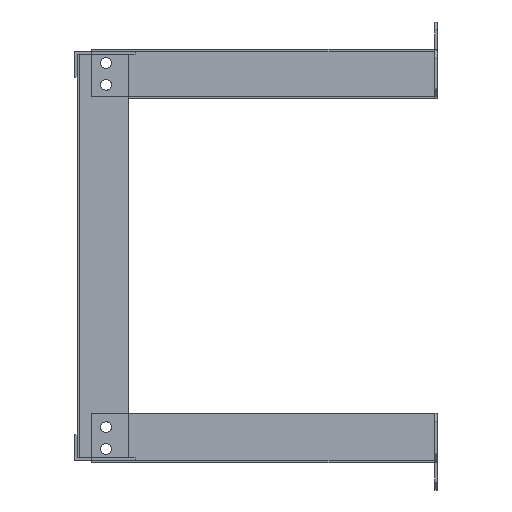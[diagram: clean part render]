
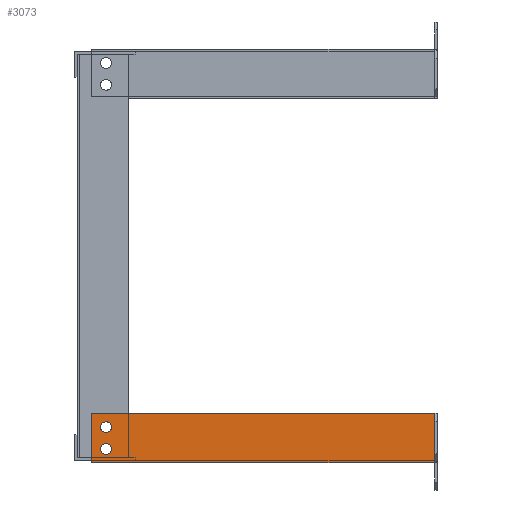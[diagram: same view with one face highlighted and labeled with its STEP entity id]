
A CAD part, front view. The second image highlights one B-rep face of the part: STEP entity #3073.
In plain terms, the highlighted face is planar.
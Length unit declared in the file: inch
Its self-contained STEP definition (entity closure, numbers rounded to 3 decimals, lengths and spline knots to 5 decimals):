
#247 = VERTEX_POINT ( 'NONE', #3797 ) ;
#309 = LINE ( 'NONE', #3560, #3948 ) ;
#417 = EDGE_CURVE ( 'NONE', #9036, #11725, #9491, .T. ) ;
#596 = DIRECTION ( 'NONE',  ( 0., -1., 0. ) ) ;
#635 = VERTEX_POINT ( 'NONE', #10071 ) ;
#648 = DIRECTION ( 'NONE',  ( 0., 0., 1. ) ) ;
#736 = EDGE_CURVE ( 'NONE', #8812, #8564, #5013, .T. ) ;
#1525 = CARTESIAN_POINT ( 'NONE',  ( 2.44094, 8.58268, 0. ) ) ;
#1623 = PLANE ( 'NONE',  #6332 ) ;
#1732 = CARTESIAN_POINT ( 'NONE',  ( 0., -8.58268, 0. ) ) ;
#1889 = DIRECTION ( 'NONE',  ( 0., 0., 1. ) ) ;
#1982 = EDGE_CURVE ( 'NONE', #11725, #9036, #15021, .T. ) ;
#2114 = CARTESIAN_POINT ( 'NONE',  ( 0.67804, 7.85433, 0. ) ) ;
#2387 = VECTOR ( 'NONE', #15060, 39.37008 ) ;
#2390 = AXIS2_PLACEMENT_3D ( 'NONE', #2114, #8352, #15660 ) ;
#2392 = CARTESIAN_POINT ( 'NONE',  ( 0., 8.58268, 0. ) ) ;
#2413 = CARTESIAN_POINT ( 'NONE',  ( 0.05, -8.46457, 0. ) ) ;
#2675 = CIRCLE ( 'NONE', #11228, 0.27122 ) ;
#2852 = VECTOR ( 'NONE', #11127, 39.37008 ) ;
#2884 = EDGE_CURVE ( 'NONE', #8564, #635, #309, .T. ) ;
#3073 = ADVANCED_FACE ( 'NONE', ( #12269, #4155, #9187 ), #1623, .F. ) ;
#3560 = CARTESIAN_POINT ( 'NONE',  ( 0., -8.58268, 0. ) ) ;
#3564 = VERTEX_POINT ( 'NONE', #9477 ) ;
#3760 = CARTESIAN_POINT ( 'NONE',  ( 2.03412, 7.85433, 0. ) ) ;
#3797 = CARTESIAN_POINT ( 'NONE',  ( 2.44094, 8.58268, 0. ) ) ;
#3838 = EDGE_CURVE ( 'NONE', #247, #3564, #5854, .T. ) ;
#3948 = VECTOR ( 'NONE', #7417, 39.37008 ) ;
#4071 = ORIENTED_EDGE ( 'NONE', *, *, #15726, .F. ) ;
#4086 = DIRECTION ( 'NONE',  ( -1., 0., 0. ) ) ;
#4155 = FACE_BOUND ( 'NONE', #15263, .T. ) ;
#4312 = CARTESIAN_POINT ( 'NONE',  ( 1.7629, 7.85433, 0. ) ) ;
#4357 = CARTESIAN_POINT ( 'NONE',  ( 2.44094, -8.46457, 0. ) ) ;
#4411 = DIRECTION ( 'NONE',  ( 1., 0., 0. ) ) ;
#4448 = LINE ( 'NONE', #2392, #6591 ) ;
#4586 = CARTESIAN_POINT ( 'NONE',  ( 0.94926, 7.85433, 0. ) ) ;
#4611 = CARTESIAN_POINT ( 'NONE',  ( 0.40682, 7.85433, 0. ) ) ;
#5013 = LINE ( 'NONE', #11626, #8119 ) ;
#5059 = EDGE_LOOP ( 'NONE', ( #14940, #7744 ) ) ;
#5157 = CARTESIAN_POINT ( 'NONE',  ( 0.05, -8.46457, 0. ) ) ;
#5443 = CARTESIAN_POINT ( 'NONE',  ( 1.7629, 7.85433, 0. ) ) ;
#5481 = EDGE_LOOP ( 'NONE', ( #4071, #14912, #8041, #15199, #15591, #5714 ) ) ;
#5545 = DIRECTION ( 'NONE',  ( 0., 0., 1. ) ) ;
#5655 = DIRECTION ( 'NONE',  ( -1., 0., 0. ) ) ;
#5714 = ORIENTED_EDGE ( 'NONE', *, *, #2884, .T. ) ;
#5854 = LINE ( 'NONE', #1525, #2387 ) ;
#6332 = AXIS2_PLACEMENT_3D ( 'NONE', #10257, #11500, #4086 ) ;
#6591 = VECTOR ( 'NONE', #12132, 39.37008 ) ;
#6593 = CIRCLE ( 'NONE', #7263, 0.27122 ) ;
#6771 = LINE ( 'NONE', #4357, #12521 ) ;
#6919 = CARTESIAN_POINT ( 'NONE',  ( 0.67804, 7.85433, 0. ) ) ;
#6968 = DIRECTION ( 'NONE',  ( -1., 0., 0. ) ) ;
#7263 = AXIS2_PLACEMENT_3D ( 'NONE', #5443, #1889, #5655 ) ;
#7417 = DIRECTION ( 'NONE',  ( 1., 0., 0. ) ) ;
#7421 = ORIENTED_EDGE ( 'NONE', *, *, #417, .F. ) ;
#7744 = ORIENTED_EDGE ( 'NONE', *, *, #15489, .F. ) ;
#7786 = VERTEX_POINT ( 'NONE', #3760 ) ;
#8041 = ORIENTED_EDGE ( 'NONE', *, *, #3838, .F. ) ;
#8119 = VECTOR ( 'NONE', #596, 39.37008 ) ;
#8352 = DIRECTION ( 'NONE',  ( 0., 0., 1. ) ) ;
#8564 = VERTEX_POINT ( 'NONE', #1732 ) ;
#8610 = EDGE_CURVE ( 'NONE', #10874, #3564, #6771, .T. ) ;
#8812 = VERTEX_POINT ( 'NONE', #15794 ) ;
#9036 = VERTEX_POINT ( 'NONE', #4586 ) ;
#9068 = LINE ( 'NONE', #2413, #2852 ) ;
#9187 = FACE_OUTER_BOUND ( 'NONE', #5481, .T. ) ;
#9477 = CARTESIAN_POINT ( 'NONE',  ( 2.44094, -8.46457, 0. ) ) ;
#9491 = CIRCLE ( 'NONE', #2390, 0.27122 ) ;
#9822 = VERTEX_POINT ( 'NONE', #14988 ) ;
#10071 = CARTESIAN_POINT ( 'NONE',  ( 0.05, -8.58268, 0. ) ) ;
#10257 = CARTESIAN_POINT ( 'NONE',  ( 0., 8.58268, 0. ) ) ;
#10874 = VERTEX_POINT ( 'NONE', #5157 ) ;
#11127 = DIRECTION ( 'NONE',  ( 0., -1., 0. ) ) ;
#11228 = AXIS2_PLACEMENT_3D ( 'NONE', #4312, #648, #6968 ) ;
#11500 = DIRECTION ( 'NONE',  ( 0., 0., -1. ) ) ;
#11624 = DIRECTION ( 'NONE',  ( -1., 0., 0. ) ) ;
#11626 = CARTESIAN_POINT ( 'NONE',  ( 0., 8.58268, 0. ) ) ;
#11725 = VERTEX_POINT ( 'NONE', #4611 ) ;
#11938 = EDGE_CURVE ( 'NONE', #8812, #247, #4448, .T. ) ;
#12132 = DIRECTION ( 'NONE',  ( 1., 0., 0. ) ) ;
#12269 = FACE_BOUND ( 'NONE', #5059, .T. ) ;
#12369 = AXIS2_PLACEMENT_3D ( 'NONE', #6919, #5545, #11624 ) ;
#12521 = VECTOR ( 'NONE', #4411, 39.37008 ) ;
#12762 = EDGE_CURVE ( 'NONE', #9822, #7786, #6593, .T. ) ;
#12873 = ORIENTED_EDGE ( 'NONE', *, *, #1982, .F. ) ;
#14912 = ORIENTED_EDGE ( 'NONE', *, *, #8610, .T. ) ;
#14940 = ORIENTED_EDGE ( 'NONE', *, *, #12762, .F. ) ;
#14988 = CARTESIAN_POINT ( 'NONE',  ( 1.49169, 7.85433, 0. ) ) ;
#15021 = CIRCLE ( 'NONE', #12369, 0.27122 ) ;
#15060 = DIRECTION ( 'NONE',  ( 0., -1., 0. ) ) ;
#15199 = ORIENTED_EDGE ( 'NONE', *, *, #11938, .F. ) ;
#15263 = EDGE_LOOP ( 'NONE', ( #12873, #7421 ) ) ;
#15489 = EDGE_CURVE ( 'NONE', #7786, #9822, #2675, .T. ) ;
#15591 = ORIENTED_EDGE ( 'NONE', *, *, #736, .T. ) ;
#15660 = DIRECTION ( 'NONE',  ( -1., 0., 0. ) ) ;
#15726 = EDGE_CURVE ( 'NONE', #10874, #635, #9068, .T. ) ;
#15794 = CARTESIAN_POINT ( 'NONE',  ( 0., 8.58268, 0. ) ) ;
